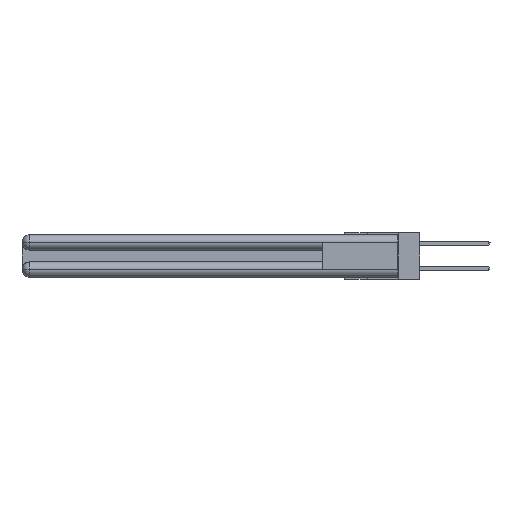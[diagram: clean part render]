
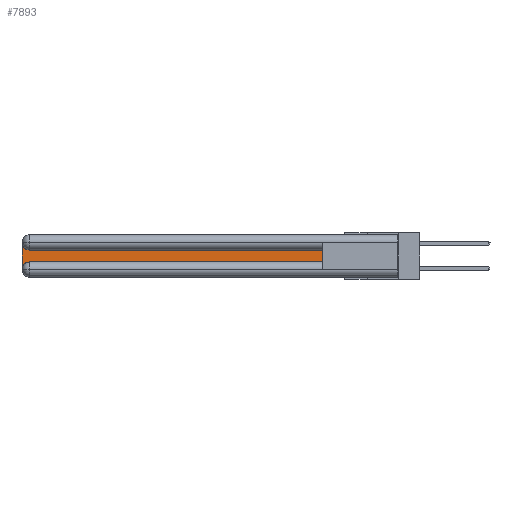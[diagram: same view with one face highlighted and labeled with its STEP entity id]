
A CAD part, left-side view. The second image highlights one B-rep face of the part: STEP entity #7893.
In plain terms, the highlighted planar face has unit normal (-1, 0, 0).
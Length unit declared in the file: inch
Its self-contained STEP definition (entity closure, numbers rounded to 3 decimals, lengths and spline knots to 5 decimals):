
#165 = EDGE_CURVE ( 'NONE', #28727, #33821, #15479, .T. ) ;
#183 = ORIENTED_EDGE ( 'NONE', *, *, #15773, .T. ) ;
#2246 = CARTESIAN_POINT ( 'NONE',  ( 0.075, 0.6, -0.1225 ) ) ;
#2552 = DIRECTION ( 'NONE',  ( 0., 0., 1. ) ) ;
#2629 = CIRCLE ( 'NONE', #21789, 0.06 ) ;
#3195 = ORIENTED_EDGE ( 'NONE', *, *, #165, .T. ) ;
#3486 = LINE ( 'NONE', #23057, #18886 ) ;
#4066 = VERTEX_POINT ( 'NONE', #33068 ) ;
#4571 = CARTESIAN_POINT ( 'NONE',  ( 0.075, 2.94, -0.1225 ) ) ;
#4826 = CARTESIAN_POINT ( 'NONE',  ( 0.075, 2.94, -0.2175 ) ) ;
#6773 = EDGE_LOOP ( 'NONE', ( #18440, #13382, #32780, #3195, #9546, #183 ) ) ;
#7893 = ADVANCED_FACE ( 'NONE', ( #11585 ), #13607, .F. ) ;
#8490 = EDGE_CURVE ( 'NONE', #25527, #18397, #3486, .T. ) ;
#9546 = ORIENTED_EDGE ( 'NONE', *, *, #21601, .T. ) ;
#9700 = EDGE_CURVE ( 'NONE', #18397, #4066, #2629, .T. ) ;
#10522 = DIRECTION ( 'NONE',  ( 0., 0., -1. ) ) ;
#10842 = CARTESIAN_POINT ( 'NONE',  ( 0.075, 0.6, -0.2175 ) ) ;
#11585 = FACE_OUTER_BOUND ( 'NONE', #6773, .T. ) ;
#12705 = LINE ( 'NONE', #29189, #26051 ) ;
#12792 = VERTEX_POINT ( 'NONE', #22400 ) ;
#12811 = CARTESIAN_POINT ( 'NONE',  ( 0.075, 2.94, -0.0625 ) ) ;
#13382 = ORIENTED_EDGE ( 'NONE', *, *, #9700, .T. ) ;
#13607 = PLANE ( 'NONE',  #19687 ) ;
#13735 = CARTESIAN_POINT ( 'NONE',  ( 0.075, 3., -0.1225 ) ) ;
#13936 = DIRECTION ( 'NONE',  ( 0., 0., -1. ) ) ;
#15479 = CIRCLE ( 'NONE', #21474, 0.06 ) ;
#15596 = DIRECTION ( 'NONE',  ( 0., 0., -1. ) ) ;
#15773 = EDGE_CURVE ( 'NONE', #12792, #25527, #26237, .T. ) ;
#16897 = CARTESIAN_POINT ( 'NONE',  ( 0.075, 3., -0.2775 ) ) ;
#17017 = CARTESIAN_POINT ( 'NONE',  ( 0.075, 3., -0.2175 ) ) ;
#18397 = VERTEX_POINT ( 'NONE', #4571 ) ;
#18440 = ORIENTED_EDGE ( 'NONE', *, *, #8490, .T. ) ;
#18886 = VECTOR ( 'NONE', #25928, 39.37008 ) ;
#19677 = EDGE_CURVE ( 'NONE', #4066, #28727, #28740, .T. ) ;
#19687 = AXIS2_PLACEMENT_3D ( 'NONE', #13735, #29782, #10522 ) ;
#21474 = AXIS2_PLACEMENT_3D ( 'NONE', #27827, #32966, #13936 ) ;
#21601 = EDGE_CURVE ( 'NONE', #33821, #12792, #12705, .T. ) ;
#21789 = AXIS2_PLACEMENT_3D ( 'NONE', #12811, #31976, #15596 ) ;
#22400 = CARTESIAN_POINT ( 'NONE',  ( 0.075, 0.6, -0.2175 ) ) ;
#23057 = CARTESIAN_POINT ( 'NONE',  ( 0.075, 0.6, -0.1225 ) ) ;
#23832 = DIRECTION ( 'NONE',  ( 0., -1., 0. ) ) ;
#24468 = DIRECTION ( 'NONE',  ( 0., 0., -1. ) ) ;
#25527 = VERTEX_POINT ( 'NONE', #2246 ) ;
#25928 = DIRECTION ( 'NONE',  ( 0., 1., 0. ) ) ;
#26051 = VECTOR ( 'NONE', #23832, 39.37008 ) ;
#26237 = LINE ( 'NONE', #10842, #33897 ) ;
#27827 = CARTESIAN_POINT ( 'NONE',  ( 0.075, 2.94, -0.2775 ) ) ;
#28727 = VERTEX_POINT ( 'NONE', #16897 ) ;
#28740 = LINE ( 'NONE', #17017, #34730 ) ;
#29189 = CARTESIAN_POINT ( 'NONE',  ( 0.075, 0.6, -0.2175 ) ) ;
#29782 = DIRECTION ( 'NONE',  ( 1., 0., 0. ) ) ;
#31976 = DIRECTION ( 'NONE',  ( 1., 0., 0. ) ) ;
#32780 = ORIENTED_EDGE ( 'NONE', *, *, #19677, .T. ) ;
#32966 = DIRECTION ( 'NONE',  ( 1., 0., 0. ) ) ;
#33068 = CARTESIAN_POINT ( 'NONE',  ( 0.075, 3., -0.0625 ) ) ;
#33821 = VERTEX_POINT ( 'NONE', #4826 ) ;
#33897 = VECTOR ( 'NONE', #2552, 39.37008 ) ;
#34730 = VECTOR ( 'NONE', #24468, 39.37008 ) ;
